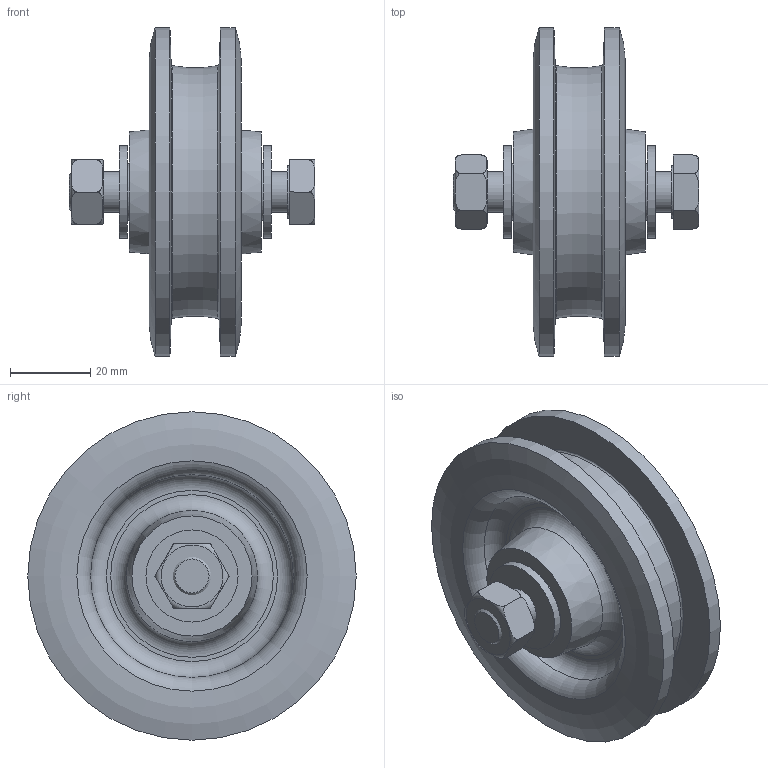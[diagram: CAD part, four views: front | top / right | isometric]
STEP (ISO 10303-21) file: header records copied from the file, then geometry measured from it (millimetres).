
FILE_DESCRIPTION(/* description */ (''),/* implementation_level */ '2;1');
FILE_NAME(/* name */ '1002F.stp',/* time_stamp */ '2020-06-17T09:38:24+02:00',/* author */ ('MMALFROY'),/* organization */ (''),/* preprocessor_version */ 'ST-DEVELOPER v17.2',/* originating_system */ 'Autodesk Inventor 2019',/* authorisation */ '');
FILE_SCHEMA (('AUTOMOTIVE_DESIGN { 1 0 10303 214 3 1 1 }'));
Length unit declared in the file: millimetre
Products named in the file (8): 1002F; 15376; 15739; 14393; 15057; 04527; 15656; 06011
Assembly tree (16 placements, depth 2):
  1002F
    15376
    15739  x2
    14393
    15057
    04527
    15656  x9
    06011
Bounding box: 61.4 x 82 x 82 mm (x, y, z)
Volume: 83671.7 mm3; surface area: 39115.2 mm2
Topology: 16 solids, 16 shells, 146 faces, 380 edges, 253 vertices
Faces by surface type: plane 76, cylinder 51, torus 14, cone 5
Full cylindrical faces by diameter (mm): 4 x9, 8.376 x1, 10 x3, 10.4 x1, 13 x1, 14 x1, 14.2 x1, 16.8 x1, 21.6 x1, 22.2 x1, 23 x2, 82 x2
Entity records: 4860 total; most frequent: CARTESIAN_POINT 1115, DIRECTION 799, ORIENTED_EDGE 700, EDGE_CURVE 350, AXIS2_PLACEMENT_3D 327, VERTEX_POINT 233, CIRCLE 185, LINE 145
